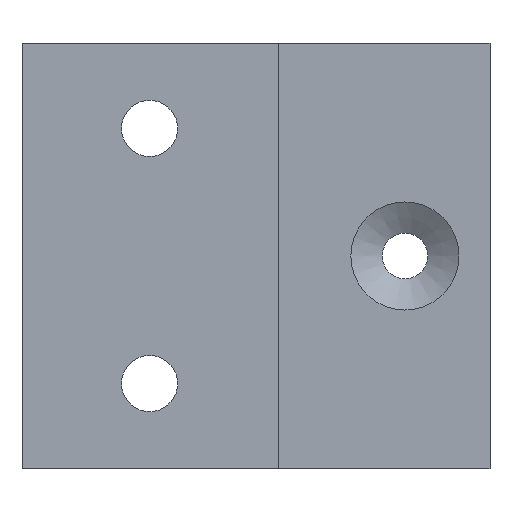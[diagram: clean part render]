
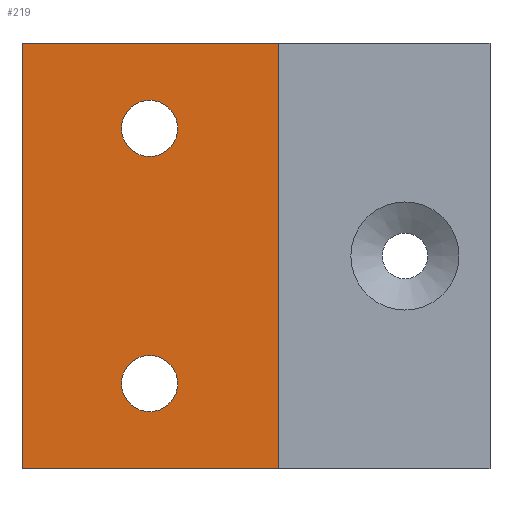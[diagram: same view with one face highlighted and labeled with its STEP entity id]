
A CAD part, front view. The second image highlights one B-rep face of the part: STEP entity #219.
In plain terms, the highlighted planar face has unit normal (0, -1, 0).
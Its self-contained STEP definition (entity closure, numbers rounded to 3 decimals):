
#20=FACE_BOUND('',#54,.T.);
#21=FACE_BOUND('',#55,.T.);
#31=CIRCLE('',#235,3.3);
#32=CIRCLE('',#236,3.3);
#40=FACE_OUTER_BOUND('',#53,.T.);
#53=EDGE_LOOP('',(#162,#163,#164,#165));
#54=EDGE_LOOP('',(#166));
#55=EDGE_LOOP('',(#167));
#78=LINE('',#324,#96);
#80=LINE('',#329,#98);
#81=LINE('',#330,#99);
#82=LINE('',#331,#100);
#96=VECTOR('',#260,50.);
#98=VECTOR('',#264,50.);
#99=VECTOR('',#265,30.2);
#100=VECTOR('',#266,30.2);
#114=VERTEX_POINT('',#321);
#115=VERTEX_POINT('',#323);
#116=VERTEX_POINT('',#327);
#117=VERTEX_POINT('',#328);
#118=VERTEX_POINT('',#332);
#119=VERTEX_POINT('',#334);
#134=EDGE_CURVE('',#114,#115,#78,.T.);
#136=EDGE_CURVE('',#116,#117,#80,.T.);
#137=EDGE_CURVE('',#115,#116,#81,.T.);
#138=EDGE_CURVE('',#117,#114,#82,.T.);
#139=EDGE_CURVE('',#118,#118,#31,.T.);
#140=EDGE_CURVE('',#119,#119,#32,.T.);
#162=ORIENTED_EDGE('',*,*,#136,.F.);
#163=ORIENTED_EDGE('',*,*,#137,.F.);
#164=ORIENTED_EDGE('',*,*,#134,.F.);
#165=ORIENTED_EDGE('',*,*,#138,.F.);
#166=ORIENTED_EDGE('',*,*,#139,.F.);
#167=ORIENTED_EDGE('',*,*,#140,.F.);
#211=PLANE('',#234);
#219=ADVANCED_FACE('',(#40,#20,#21),#211,.F.);
#234=AXIS2_PLACEMENT_3D('',#326,#262,#263);
#235=AXIS2_PLACEMENT_3D('',#333,#267,#268);
#236=AXIS2_PLACEMENT_3D('',#335,#269,#270);
#260=DIRECTION('',(0.,0.,-1.));
#262=DIRECTION('center_axis',(0.,1.,0.));
#263=DIRECTION('ref_axis',(0.,0.,1.));
#264=DIRECTION('',(0.,0.,1.));
#265=DIRECTION('',(-1.,0.,0.));
#266=DIRECTION('',(1.,0.,0.));
#267=DIRECTION('center_axis',(0.,-1.,0.));
#268=DIRECTION('ref_axis',(1.,0.,0.));
#269=DIRECTION('center_axis',(0.,-1.,0.));
#270=DIRECTION('ref_axis',(1.,0.,0.));
#321=CARTESIAN_POINT('',(2.7,6.35,25.));
#323=CARTESIAN_POINT('',(2.7,6.35,-25.));
#324=CARTESIAN_POINT('',(2.7,6.35,-25.));
#326=CARTESIAN_POINT('Origin',(-12.4,6.35,0.));
#327=CARTESIAN_POINT('',(-27.5,6.35,-25.));
#328=CARTESIAN_POINT('',(-27.5,6.35,25.));
#329=CARTESIAN_POINT('',(-27.5,6.35,-12.5));
#330=CARTESIAN_POINT('',(7.55,6.35,-25.));
#331=CARTESIAN_POINT('',(-19.95,6.35,25.));
#332=CARTESIAN_POINT('',(-9.2,6.35,-15.));
#333=CARTESIAN_POINT('Origin',(-12.5,6.35,-15.));
#334=CARTESIAN_POINT('',(-9.2,6.35,15.));
#335=CARTESIAN_POINT('Origin',(-12.5,6.35,15.));
